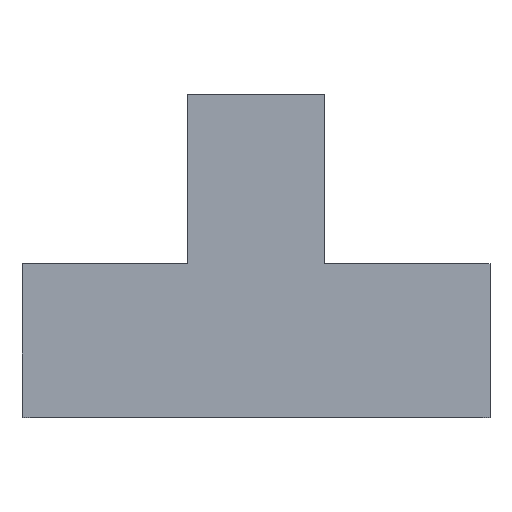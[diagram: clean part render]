
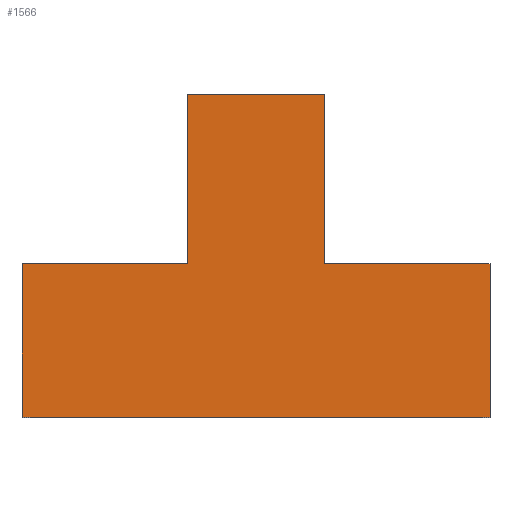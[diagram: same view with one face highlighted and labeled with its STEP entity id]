
A CAD part, top view. The second image highlights one B-rep face of the part: STEP entity #1566.
In plain terms, the highlighted planar face has unit normal (0, 0, 1).
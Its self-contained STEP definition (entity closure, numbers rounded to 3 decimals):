
#120=FACE_OUTER_BOUND('',#200,.T.);
#200=EDGE_LOOP('',(#1409,#1410,#1411,#1412,#1413,#1414,#1415,#1416));
#314=LINE('',#2288,#516);
#357=LINE('',#2410,#559);
#368=LINE('',#2439,#570);
#373=LINE('',#2448,#575);
#378=LINE('',#2458,#580);
#385=LINE('',#2476,#587);
#389=LINE('',#2483,#591);
#402=LINE('',#2516,#604);
#516=VECTOR('',#1856,10.);
#559=VECTOR('',#1927,10.);
#570=VECTOR('',#1960,10.);
#575=VECTOR('',#1967,10.);
#580=VECTOR('',#1974,10.);
#587=VECTOR('',#2003,10.);
#591=VECTOR('',#2009,10.);
#604=VECTOR('',#2052,10.);
#687=VERTEX_POINT('',#2285);
#688=VERTEX_POINT('',#2287);
#729=VERTEX_POINT('',#2408);
#735=VERTEX_POINT('',#2436);
#736=VERTEX_POINT('',#2438);
#739=VERTEX_POINT('',#2446);
#743=VERTEX_POINT('',#2456);
#745=VERTEX_POINT('',#2481);
#865=EDGE_CURVE('',#687,#688,#314,.T.);
#920=EDGE_CURVE('',#687,#729,#357,.T.);
#934=EDGE_CURVE('',#736,#735,#368,.T.);
#939=EDGE_CURVE('',#739,#735,#373,.T.);
#944=EDGE_CURVE('',#743,#739,#378,.T.);
#952=EDGE_CURVE('',#736,#729,#385,.T.);
#956=EDGE_CURVE('',#745,#743,#389,.T.);
#972=EDGE_CURVE('',#688,#745,#402,.T.);
#1409=ORIENTED_EDGE('',*,*,#865,.F.);
#1410=ORIENTED_EDGE('',*,*,#920,.T.);
#1411=ORIENTED_EDGE('',*,*,#952,.F.);
#1412=ORIENTED_EDGE('',*,*,#934,.T.);
#1413=ORIENTED_EDGE('',*,*,#939,.F.);
#1414=ORIENTED_EDGE('',*,*,#944,.F.);
#1415=ORIENTED_EDGE('',*,*,#956,.F.);
#1416=ORIENTED_EDGE('',*,*,#972,.F.);
#1488=PLANE('',#1670);
#1566=ADVANCED_FACE('',(#120),#1488,.T.);
#1670=AXIS2_PLACEMENT_3D('',#2517,#2053,#2054);
#1856=DIRECTION('',(-1.,0.,0.));
#1927=DIRECTION('',(0.,1.,0.));
#1960=DIRECTION('',(0.,1.,0.));
#1967=DIRECTION('',(1.,0.,0.));
#1974=DIRECTION('',(0.,1.,0.));
#2003=DIRECTION('',(1.,0.,0.));
#2009=DIRECTION('',(1.,0.,0.));
#2052=DIRECTION('',(0.,1.,0.));
#2053=DIRECTION('center_axis',(0.,0.,1.));
#2054=DIRECTION('ref_axis',(1.,0.,0.));
#2285=CARTESIAN_POINT('',(60.875,0.,39.75));
#2287=CARTESIAN_POINT('',(-60.875,0.,39.75));
#2288=CARTESIAN_POINT('',(60.875,0.,39.75));
#2408=CARTESIAN_POINT('',(60.875,40.,39.75));
#2410=CARTESIAN_POINT('',(60.875,0.,39.75));
#2436=CARTESIAN_POINT('',(17.875,84.,39.75));
#2438=CARTESIAN_POINT('',(17.875,40.,39.75));
#2439=CARTESIAN_POINT('',(17.875,40.,39.75));
#2446=CARTESIAN_POINT('',(-17.875,84.,39.75));
#2448=CARTESIAN_POINT('',(-60.875,84.,39.75));
#2456=CARTESIAN_POINT('',(-17.875,40.,39.75));
#2458=CARTESIAN_POINT('',(-17.875,40.,39.75));
#2476=CARTESIAN_POINT('',(60.875,40.,39.75));
#2481=CARTESIAN_POINT('',(-60.875,40.,39.75));
#2483=CARTESIAN_POINT('',(60.875,40.,39.75));
#2516=CARTESIAN_POINT('',(-60.875,0.,39.75));
#2517=CARTESIAN_POINT('Origin',(-60.875,0.,39.75));
